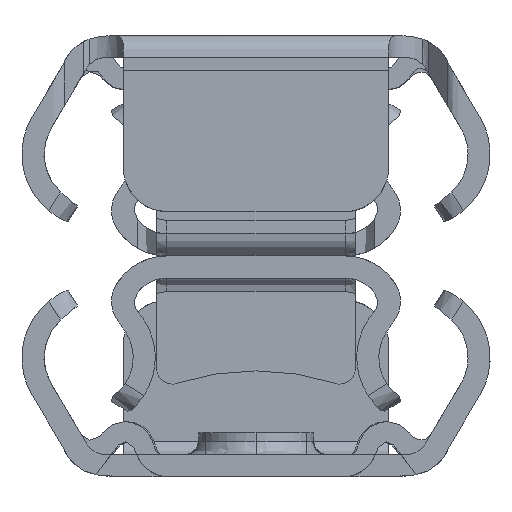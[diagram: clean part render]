
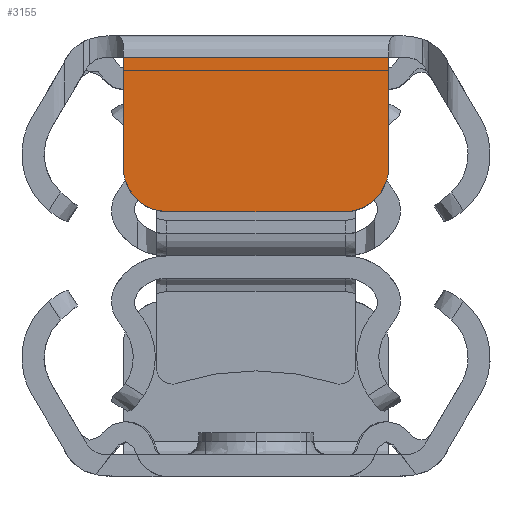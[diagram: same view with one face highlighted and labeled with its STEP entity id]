
A CAD part, left-side view. The second image highlights one B-rep face of the part: STEP entity #3155.
In plain terms, the highlighted face is planar.
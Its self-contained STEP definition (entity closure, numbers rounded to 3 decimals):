
#2 = CARTESIAN_POINT ( 'NONE',  ( 215., 2.966, 3.259 ) ) ;
#157 = VECTOR ( 'NONE', #4299, 1000. ) ;
#225 = B_SPLINE_CURVE_WITH_KNOTS ( 'NONE', 3,
 ( #9779, #6059, #8975, #8289, #5360, #8236 ),
 .UNSPECIFIED., .F., .F.,
 ( 4, 2, 4 ),
 ( 0., 0.5, 1. ),
 .UNSPECIFIED. ) ;
#253 = CARTESIAN_POINT ( 'NONE',  ( 215., 3., 0. ) ) ;
#336 = EDGE_CURVE ( 'NONE', #3143, #6650, #9637, .T. ) ;
#376 = DIRECTION ( 'NONE',  ( 0., 1., 0. ) ) ;
#890 = CARTESIAN_POINT ( 'NONE',  ( 215., -3.582, 0.96 ) ) ;
#1141 = FACE_OUTER_BOUND ( 'NONE', #3032, .T. ) ;
#1448 = CARTESIAN_POINT ( 'NONE',  ( 215., -2., 4. ) ) ;
#1467 = CARTESIAN_POINT ( 'NONE',  ( 215., 3.582, 0.96 ) ) ;
#1472 = ORIENTED_EDGE ( 'NONE', *, *, #8367, .F. ) ;
#1641 = DIRECTION ( 'NONE',  ( 0., 0.259, 0.966 ) ) ;
#1719 = LINE ( 'NONE', #253, #157 ) ;
#1883 = CARTESIAN_POINT ( 'NONE',  ( 215., 3., 0.5 ) ) ;
#1981 = VERTEX_POINT ( 'NONE', #4591 ) ;
#2418 = VECTOR ( 'NONE', #5172, 1000. ) ;
#2560 = LINE ( 'NONE', #9360, #6384 ) ;
#2587 = DIRECTION ( 'NONE',  ( 1., 0., 0. ) ) ;
#2981 = CARTESIAN_POINT ( 'NONE',  ( 215., -2.966, 3.259 ) ) ;
#3032 = EDGE_LOOP ( 'NONE', ( #4263, #3243, #3729, #8558, #8295, #9212, #6459, #1472 ) ) ;
#3039 = VECTOR ( 'NONE', #9713, 1000. ) ;
#3086 = EDGE_CURVE ( 'NONE', #6650, #8491, #6377, .T. ) ;
#3143 = VERTEX_POINT ( 'NONE', #1883 ) ;
#3155 = ADVANCED_FACE ( 'NONE', ( #1141 ), #9393, .T. ) ;
#3241 = CARTESIAN_POINT ( 'NONE',  ( 215., 2., 4. ) ) ;
#3243 = ORIENTED_EDGE ( 'NONE', *, *, #6612, .F. ) ;
#3302 = VECTOR ( 'NONE', #3386, 1000. ) ;
#3331 = VECTOR ( 'NONE', #1641, 1000. ) ;
#3386 = DIRECTION ( 'NONE',  ( 0., 0., 1. ) ) ;
#3478 = EDGE_CURVE ( 'NONE', #3483, #9421, #225, .T. ) ;
#3483 = VERTEX_POINT ( 'NONE', #2981 ) ;
#3490 = CARTESIAN_POINT ( 'NONE',  ( 215., 3., 3.132 ) ) ;
#3639 = EDGE_CURVE ( 'NONE', #3143, #5484, #1719, .T. ) ;
#3729 = ORIENTED_EDGE ( 'NONE', *, *, #3086, .F. ) ;
#3773 = CARTESIAN_POINT ( 'NONE',  ( 215., 2.782, 3.661 ) ) ;
#4210 = VERTEX_POINT ( 'NONE', #3241 ) ;
#4263 = ORIENTED_EDGE ( 'NONE', *, *, #3478, .F. ) ;
#4299 = DIRECTION ( 'NONE',  ( 0., 0., 1. ) ) ;
#4487 = LINE ( 'NONE', #1467, #3039 ) ;
#4591 = CARTESIAN_POINT ( 'NONE',  ( 215., 2.966, 3.259 ) ) ;
#4880 = AXIS2_PLACEMENT_3D ( 'NONE', #6196, #2587, #8638 ) ;
#5124 = CARTESIAN_POINT ( 'NONE',  ( 215., -3.65, 0.5 ) ) ;
#5172 = DIRECTION ( 'NONE',  ( 0., -1., 0. ) ) ;
#5360 = CARTESIAN_POINT ( 'NONE',  ( 215., -2.218, 4. ) ) ;
#5484 = VERTEX_POINT ( 'NONE', #3490 ) ;
#6000 = CARTESIAN_POINT ( 'NONE',  ( 215., 2.218, 4. ) ) ;
#6059 = CARTESIAN_POINT ( 'NONE',  ( 215., -2.909, 3.47 ) ) ;
#6154 = CARTESIAN_POINT ( 'NONE',  ( 215., 2.436, 3.926 ) ) ;
#6196 = CARTESIAN_POINT ( 'NONE',  ( 215., -3.65, 2.7 ) ) ;
#6288 = EDGE_CURVE ( 'NONE', #5484, #1981, #4487, .T. ) ;
#6377 = LINE ( 'NONE', #6425, #3302 ) ;
#6384 = VECTOR ( 'NONE', #376, 1000. ) ;
#6425 = CARTESIAN_POINT ( 'NONE',  ( 215., -3., 0. ) ) ;
#6459 = ORIENTED_EDGE ( 'NONE', *, *, #8253, .F. ) ;
#6612 = EDGE_CURVE ( 'NONE', #8491, #3483, #7594, .T. ) ;
#6650 = VERTEX_POINT ( 'NONE', #6961 ) ;
#6814 = CARTESIAN_POINT ( 'NONE',  ( 215., 2.909, 3.47 ) ) ;
#6961 = CARTESIAN_POINT ( 'NONE',  ( 215., -3., 0.5 ) ) ;
#7594 = LINE ( 'NONE', #890, #3331 ) ;
#7649 = B_SPLINE_CURVE_WITH_KNOTS ( 'NONE', 3,
 ( #8430, #6000, #6154, #3773, #6814, #2 ),
 .UNSPECIFIED., .F., .F.,
 ( 4, 2, 4 ),
 ( 0., 0.5, 1. ),
 .UNSPECIFIED. ) ;
#8059 = CARTESIAN_POINT ( 'NONE',  ( 215., -3., 3.132 ) ) ;
#8236 = CARTESIAN_POINT ( 'NONE',  ( 215., -2., 4. ) ) ;
#8253 = EDGE_CURVE ( 'NONE', #4210, #1981, #7649, .T. ) ;
#8289 = CARTESIAN_POINT ( 'NONE',  ( 215., -2.436, 3.926 ) ) ;
#8295 = ORIENTED_EDGE ( 'NONE', *, *, #3639, .T. ) ;
#8367 = EDGE_CURVE ( 'NONE', #9421, #4210, #2560, .T. ) ;
#8430 = CARTESIAN_POINT ( 'NONE',  ( 215., 2., 4. ) ) ;
#8491 = VERTEX_POINT ( 'NONE', #8059 ) ;
#8558 = ORIENTED_EDGE ( 'NONE', *, *, #336, .F. ) ;
#8638 = DIRECTION ( 'NONE',  ( 0., 0., -1. ) ) ;
#8975 = CARTESIAN_POINT ( 'NONE',  ( 215., -2.782, 3.661 ) ) ;
#9212 = ORIENTED_EDGE ( 'NONE', *, *, #6288, .T. ) ;
#9360 = CARTESIAN_POINT ( 'NONE',  ( 215., 0., 4. ) ) ;
#9393 = PLANE ( 'NONE',  #4880 ) ;
#9421 = VERTEX_POINT ( 'NONE', #1448 ) ;
#9637 = LINE ( 'NONE', #5124, #2418 ) ;
#9713 = DIRECTION ( 'NONE',  ( 0., -0.259, 0.966 ) ) ;
#9779 = CARTESIAN_POINT ( 'NONE',  ( 215., -2.966, 3.259 ) ) ;
